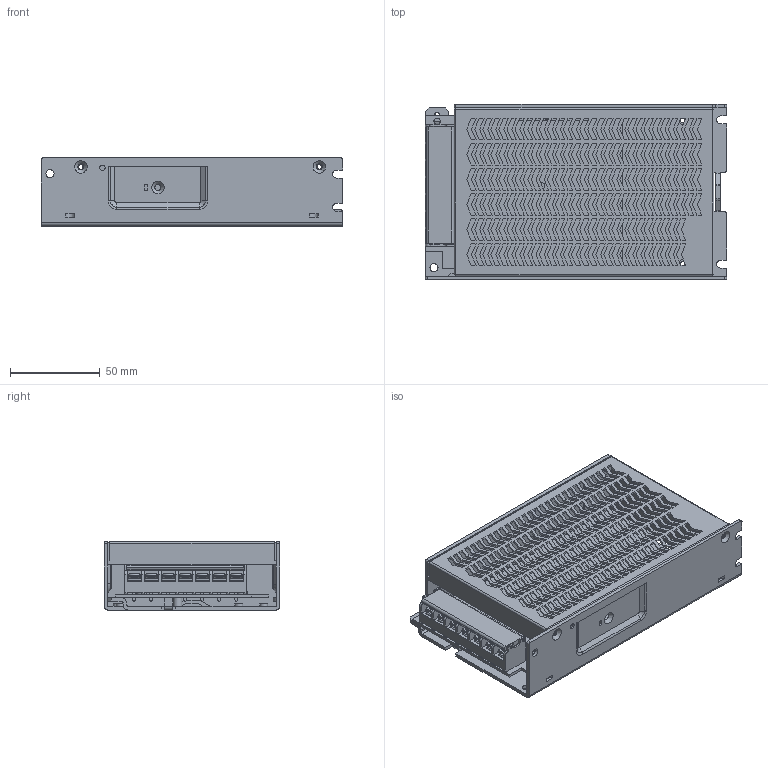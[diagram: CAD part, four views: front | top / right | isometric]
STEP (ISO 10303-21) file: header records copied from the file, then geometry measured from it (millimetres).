
FILE_DESCRIPTION(/* description */ (''),/* implementation_level */ '2;1');
FILE_NAME(/* name */ 'MPD-100W&150W.stp',/* time_stamp */ '2023-07-21T16:40:54+08:00',/* author */ (''),/* organization */ (''),/* preprocessor_version */ 'ST-DEVELOPER v19.3',/* originating_system */ 'SIEMENS PLM Software NX2212.3001',/* authorisation */ '');
FILE_SCHEMA (('AP203_CONFIGURATION_CONTROLLED_3D_DESIGN_OF_MECHANICAL_PARTS_AND_ASSEMBLIES_MIM_LF { 1 0 10303 403 2 1 2}'));
Products named in the file (6): MPS-035&050&075-A01P01; A01J1DZP0000010; A04WJJSK0000008; 铆钉; A04WJJSK0000009_MODEL; MPD-100W&150W
Assembly tree (6 placements, depth 3):
  MPD-100W&150W
    A04WJJSK0000009_MODEL
      铆钉
    铆钉
    A04WJJSK0000008
    A01J1DZP0000010
    MPS-035&050&075-A01P01
Bounding box: 168 x 98 x 38 mm (x, y, z)
Volume: 92071.6 mm3; surface area: 124185.7 mm2
Topology: 6 solids, 6 shells, 2393 faces, 7432 edges, 5099 vertices
Faces by surface type: plane 1972, cylinder 327, cone 43, torus 40, bspline 4, sphere 4, extrusion 3
Full cylindrical faces by diameter (mm): 2.5 x15, 3 x4, 3.4 x7, 3.6 x5, 4.5 x10, 4.8 x3
Entity records: 85040 total; most frequent: CARTESIAN_POINT 19378, ORIENTED_EDGE 14648, DIRECTION 11667, EDGE_CURVE 7324, VERTEX_POINT 5061, VECTOR 5037, LINE 5034, AXIS2_PLACEMENT_3D 3315
